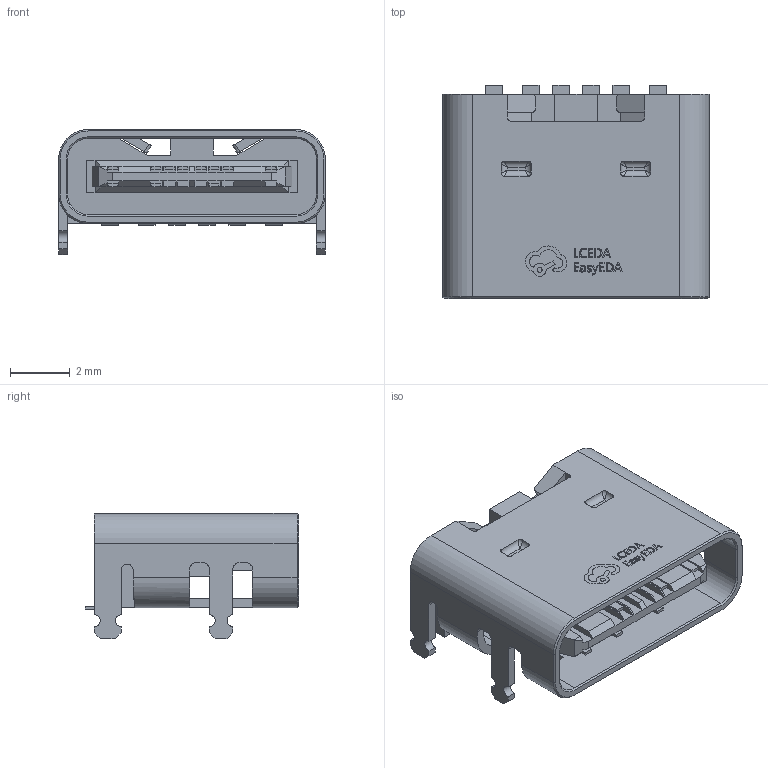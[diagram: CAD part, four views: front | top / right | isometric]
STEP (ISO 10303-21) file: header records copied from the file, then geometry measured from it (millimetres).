
FILE_DESCRIPTION (( 'STEP AP214' ), '1' );
FILE_NAME ('USB-SMD_U262-061N-4BVC11.step', '2024-01-12T06:34:27', ( '' ), ( '' ), 'SwSTEP 2.0', 'SolidWorks 2020', '' );
FILE_SCHEMA (( 'AUTOMOTIVE_DESIGN' ));
Length unit declared in the file: millimetre
Products named in the file (1): USB-SMD_U262-061N-4BVC11
Bounding box: 8.95 x 7.15 x 4.2 mm (x, y, z)
Volume: 96.7 mm3; surface area: 478.2 mm2
Topology: 25 solids, 25 shells, 699 faces, 1826 edges, 1168 vertices
Faces by surface type: plane 499, bspline 128, cylinder 64, cone 8
Entity records: 30418 total; most frequent: CARTESIAN_POINT 6246, ORIENTED_EDGE 3620, DIRECTION 2816, EDGE_CURVE 1810, LINE 1428, VECTOR 1428, VERTEX_POINT 1168, UNCERTAINTY_MEASURE_WITH_UNIT 725
